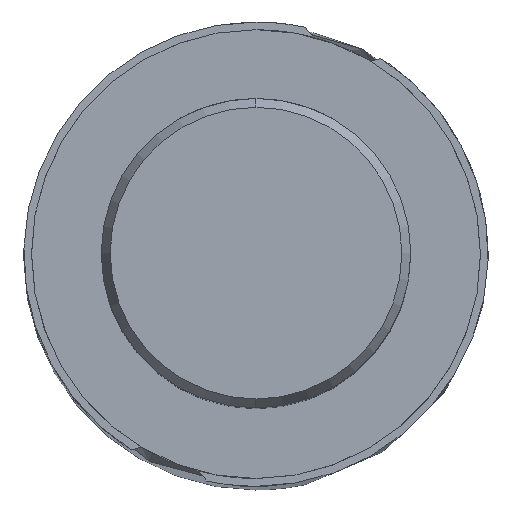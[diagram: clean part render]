
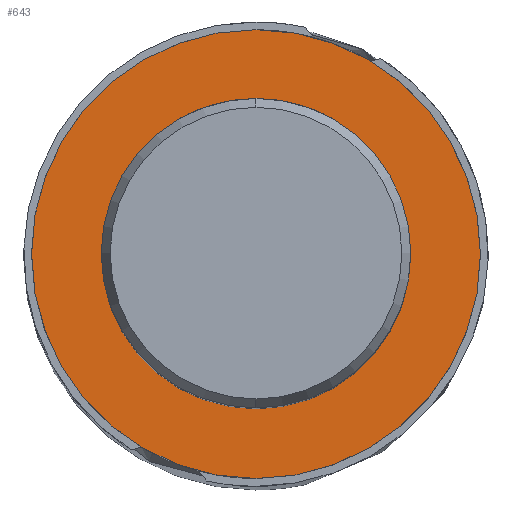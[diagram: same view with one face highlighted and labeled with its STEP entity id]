
A CAD part, top view. The second image highlights one B-rep face of the part: STEP entity #643.
In plain terms, the highlighted planar face has unit normal (0, 0, 1).
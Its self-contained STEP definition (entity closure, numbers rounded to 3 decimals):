
#451=VERTEX_POINT('',#1218);
#507=VERTEX_POINT('',#1282);
#525=VERTEX_POINT('',#1301);
#623=EDGE_CURVE('',#525,#751,#1407,.T.);
#639=EDGE_CURVE('',#751,#525,#1423,.T.);
#643=ADVANCED_FACE('',(#1427,#1428),#1429,.T.);
#653=EDGE_CURVE('',#451,#507,#1439,.T.);
#751=VERTEX_POINT('',#1550);
#867=EDGE_CURVE('',#507,#451,#1678,.T.);
#1218=CARTESIAN_POINT('',(0.,-29.0,-70.0));
#1282=CARTESIAN_POINT('',(0.0,29.0,-70.0));
#1301=CARTESIAN_POINT('',(0.0,20.0,-70.0));
#1407=CIRCLE('',#3130,20.0);
#1423=CIRCLE('',#3161,20.0);
#1427=FACE_BOUND('',#3165,.T.);
#1428=FACE_OUTER_BOUND('',#3166,.T.);
#1429=PLANE('',#3167);
#1439=CIRCLE('',#3215,29.0);
#1550=CARTESIAN_POINT('',(0.,-20.0,-70.0));
#1678=CIRCLE('',#4311,29.0);
#3130=AXIS2_PLACEMENT_3D('',#5618,#5619,#5620);
#3161=AXIS2_PLACEMENT_3D('',#5623,#5624,#5625);
#3165=EDGE_LOOP('',(#5627,#5628));
#3166=EDGE_LOOP('',(#5629,#5630));
#3167=AXIS2_PLACEMENT_3D('',#5631,#5632,#5633);
#3215=AXIS2_PLACEMENT_3D('',#5638,#5639,#5640);
#4311=AXIS2_PLACEMENT_3D('',#5942,#5943,#5944);
#5618=CARTESIAN_POINT('',(0.0,0.0,-70.0));
#5619=DIRECTION('',(-0.0,0.0,-1.0));
#5620=DIRECTION('',(0.0,1.0,0.0));
#5623=CARTESIAN_POINT('',(0.0,0.0,-70.0));
#5624=DIRECTION('',(-0.0,0.0,-1.0));
#5625=DIRECTION('',(0.0,1.0,0.0));
#5627=ORIENTED_EDGE('',*,*,#623,.T.);
#5628=ORIENTED_EDGE('',*,*,#639,.T.);
#5629=ORIENTED_EDGE('',*,*,#867,.F.);
#5630=ORIENTED_EDGE('',*,*,#653,.F.);
#5631=CARTESIAN_POINT('',(0.0,14.5,-70.0));
#5632=DIRECTION('',(-0.0,0.0,1.0));
#5633=DIRECTION('',(0.0,-1.0,0.0));
#5638=CARTESIAN_POINT('',(0.0,0.0,-70.0));
#5639=DIRECTION('',(0.0,0.0,-1.0));
#5640=DIRECTION('',(0.0,1.0,0.0));
#5942=CARTESIAN_POINT('',(0.0,0.0,-70.0));
#5943=DIRECTION('',(0.0,0.0,-1.0));
#5944=DIRECTION('',(0.0,1.0,0.0));
